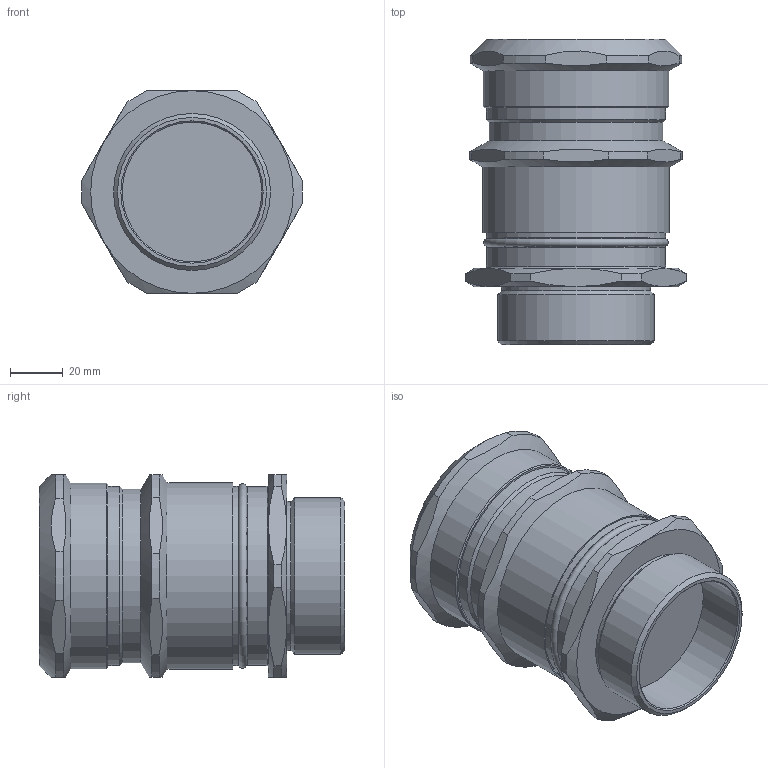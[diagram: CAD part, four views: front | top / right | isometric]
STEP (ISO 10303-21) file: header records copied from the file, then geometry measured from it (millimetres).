
FILE_DESCRIPTION(/* description */ ('ВКБ3-НС-G2-51-57'),/* implementation_level */ '2;1');
FILE_NAME(/* name */ '',/* time_stamp */ '2025-07-15T13:49:24+07:00',/* author */ ('zeta-86'),/* organization */ (''),/* preprocessor_version */ 'ST-DEVELOPER v19.2',/* originating_system */ 'Autodesk Inventor 2024',/* authorisation */ '');
FILE_SCHEMA (('AUTOMOTIVE_DESIGN { 1 0 10303 214 3 1 1 }'));
Length unit declared in the file: millimetre
Products named in the file (1): zeta34627
Bounding box: 83.91 x 116 x 77 mm (x, y, z)
Volume: 394030.3 mm3; surface area: 42753 mm2
Topology: 1 solids, 1 shells, 82 faces, 196 edges, 123 vertices
Faces by surface type: plane 33, cone 25, cylinder 22, torus 2
Full cylindrical faces by diameter (mm): 53.014 x1, 56.614 x1, 57.5 x1, 59.614 x1, 66 x1, 68 x3, 70.4 x1, 70.9 x1
Entity records: 2356 total; most frequent: CARTESIAN_POINT 522, ORIENTED_EDGE 392, DIRECTION 379, EDGE_CURVE 196, AXIS2_PLACEMENT_3D 160, VERTEX_POINT 123, EDGE_LOOP 89, FACE_OUTER_BOUND 82
